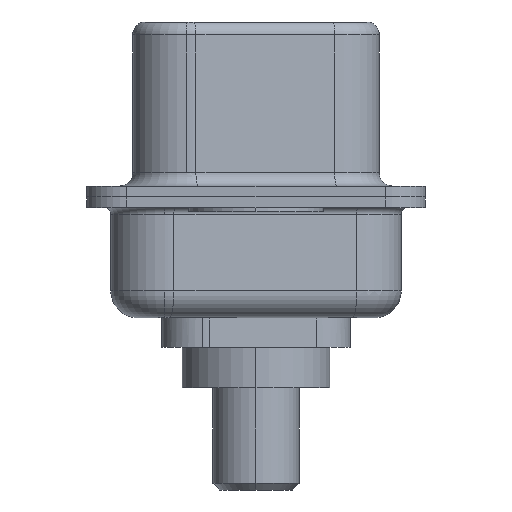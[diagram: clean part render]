
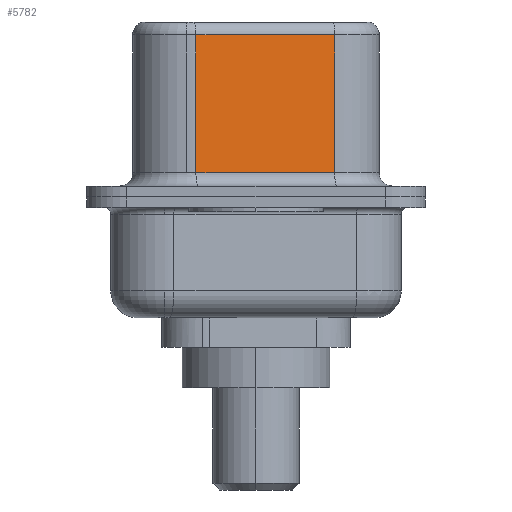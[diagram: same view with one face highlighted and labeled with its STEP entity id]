
A CAD part, left-side view. The second image highlights one B-rep face of the part: STEP entity #5782.
In plain terms, the highlighted planar face has unit normal (-0.985, -0.174, 0).
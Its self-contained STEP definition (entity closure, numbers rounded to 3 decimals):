
#73 = DIRECTION ( 'NONE',  ( 0., 0., -1. ) ) ;
#79 = VECTOR ( 'NONE', #10938, 1000. ) ;
#505 = EDGE_CURVE ( 'NONE', #8156, #3336, #5849, .T. ) ;
#760 = ORIENTED_EDGE ( 'NONE', *, *, #10482, .T. ) ;
#860 = ORIENTED_EDGE ( 'NONE', *, *, #505, .T. ) ;
#1675 = EDGE_CURVE ( 'NONE', #8156, #8577, #5659, .T. ) ;
#1835 = CARTESIAN_POINT ( 'NONE',  ( 4.565, -2.927, 6.02 ) ) ;
#2160 = CARTESIAN_POINT ( 'NONE',  ( 3.655, 2.233, 0.9 ) ) ;
#2416 = CARTESIAN_POINT ( 'NONE',  ( 4.565, -2.927, 6.52 ) ) ;
#2480 = CARTESIAN_POINT ( 'NONE',  ( 3.655, 2.233, 6.02 ) ) ;
#3336 = VERTEX_POINT ( 'NONE', #2480 ) ;
#4496 = DIRECTION ( 'NONE',  ( 0.985, 0.174, 0. ) ) ;
#4985 = VECTOR ( 'NONE', #73, 1000. ) ;
#5289 = CARTESIAN_POINT ( 'NONE',  ( 3.655, 2.233, 6.52 ) ) ;
#5659 = LINE ( 'NONE', #2416, #79 ) ;
#5782 = ADVANCED_FACE ( 'NONE', ( #5910 ), #6207, .F. ) ;
#5849 = LINE ( 'NONE', #6777, #10897 ) ;
#5910 = FACE_OUTER_BOUND ( 'NONE', #9654, .T. ) ;
#6207 = PLANE ( 'NONE',  #10022 ) ;
#6727 = DIRECTION ( 'NONE',  ( -0.174, 0.985, 0. ) ) ;
#6777 = CARTESIAN_POINT ( 'NONE',  ( 4.565, -2.927, 6.02 ) ) ;
#7496 = LINE ( 'NONE', #5289, #4985 ) ;
#7560 = DIRECTION ( 'NONE',  ( -0.174, 0.985, 0. ) ) ;
#7661 = VECTOR ( 'NONE', #11009, 1000. ) ;
#7778 = CARTESIAN_POINT ( 'NONE',  ( 4.565, -2.927, 0.9 ) ) ;
#8156 = VERTEX_POINT ( 'NONE', #1835 ) ;
#8577 = VERTEX_POINT ( 'NONE', #9457 ) ;
#9457 = CARTESIAN_POINT ( 'NONE',  ( 4.565, -2.927, 0.9 ) ) ;
#9654 = EDGE_LOOP ( 'NONE', ( #11970, #860, #760, #10736 ) ) ;
#9834 = CARTESIAN_POINT ( 'NONE',  ( 4.565, -2.927, 6.52 ) ) ;
#10022 = AXIS2_PLACEMENT_3D ( 'NONE', #9834, #4496, #7560 ) ;
#10482 = EDGE_CURVE ( 'NONE', #3336, #12727, #7496, .T. ) ;
#10680 = EDGE_CURVE ( 'NONE', #12727, #8577, #10850, .T. ) ;
#10736 = ORIENTED_EDGE ( 'NONE', *, *, #10680, .T. ) ;
#10850 = LINE ( 'NONE', #7778, #7661 ) ;
#10897 = VECTOR ( 'NONE', #6727, 1000. ) ;
#10938 = DIRECTION ( 'NONE',  ( 0., 0., -1. ) ) ;
#11009 = DIRECTION ( 'NONE',  ( 0.174, -0.985, 0. ) ) ;
#11970 = ORIENTED_EDGE ( 'NONE', *, *, #1675, .F. ) ;
#12727 = VERTEX_POINT ( 'NONE', #2160 ) ;
